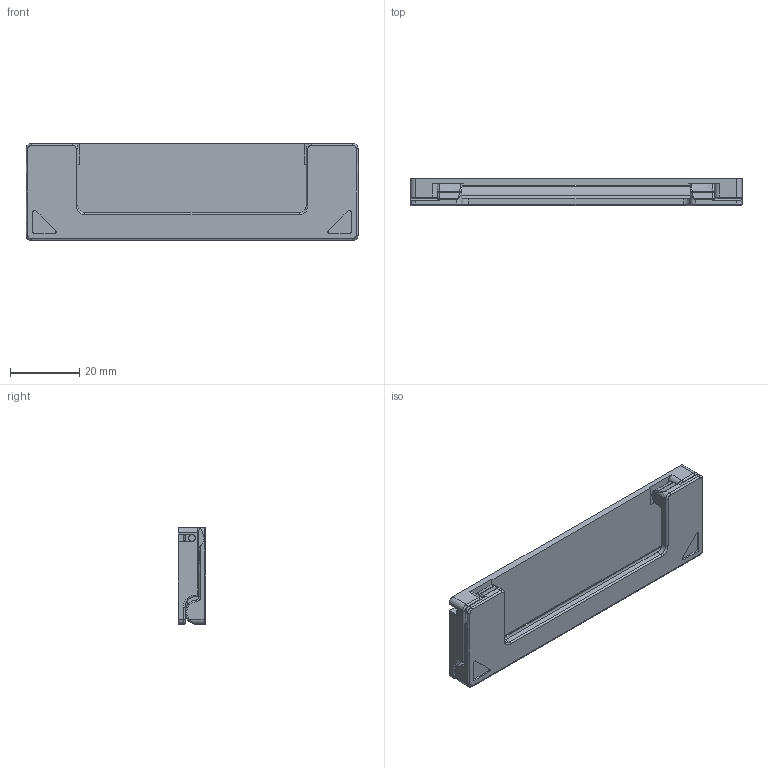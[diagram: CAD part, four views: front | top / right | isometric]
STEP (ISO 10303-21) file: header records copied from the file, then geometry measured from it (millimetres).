
FILE_DESCRIPTION((''),'2;1');
FILE_NAME('','2005-10-07T13:48:33',(''),(''),'','CADfix','');
FILE_SCHEMA(('AUTOMOTIVE_DESIGN'));
Length unit declared in the file: millimetre
Products named in the file (4): pin; pull; base; THA_313_1_18429_36
Assembly tree (4 placements, depth 2):
  THA_313_1_18429_36
    pin  x2
    pull
    base
Bounding box: 96 x 8 x 28 mm (x, y, z)
Volume: 9600.7 mm3; surface area: 10101 mm2
Topology: 4 solids, 4 shells, 257 faces, 662 edges, 418 vertices
Faces by surface type: bspline 257
Entity records: 8379 total; most frequent: CARTESIAN_POINT 4804, ORIENTED_EDGE 1258, EDGE_CURVE 629, VERTEX_POINT 394, QUASI_UNIFORM_CURVE 299, EDGE_LOOP 257, FACE_OUTER_BOUND 247, ADVANCED_FACE 247
